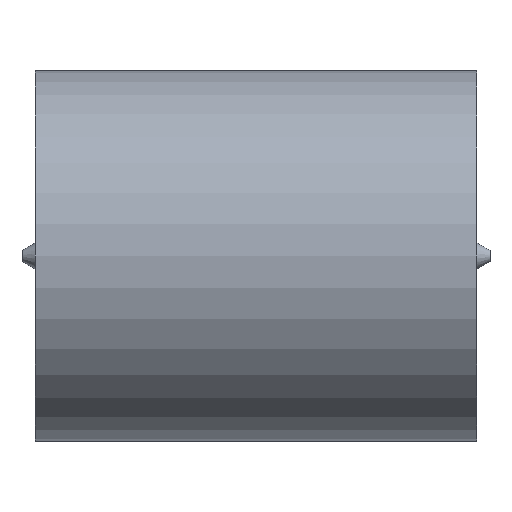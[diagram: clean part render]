
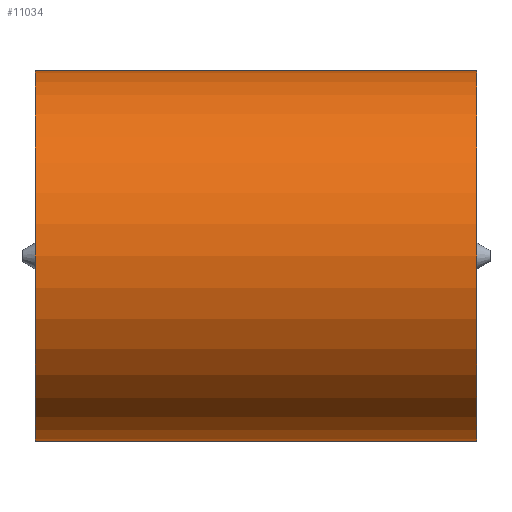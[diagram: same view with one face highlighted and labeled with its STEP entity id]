
A CAD part, left-side view. The second image highlights one B-rep face of the part: STEP entity #11034.
In plain terms, the highlighted cylindrical face has radius 21 mm (diameter 42 mm), a partial arc.
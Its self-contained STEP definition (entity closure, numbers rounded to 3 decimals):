
#130 = ORIENTED_EDGE ( 'NONE', *, *, #6253, .F. ) ;
#535 = ORIENTED_EDGE ( 'NONE', *, *, #1664, .F. ) ;
#1232 = ORIENTED_EDGE ( 'NONE', *, *, #3355, .T. ) ;
#1664 = EDGE_CURVE ( 'NONE', #5605, #11117, #4289, .T. ) ;
#1668 = DIRECTION ( 'NONE',  ( 0., 1., 0. ) ) ;
#1945 = CARTESIAN_POINT ( 'NONE',  ( 0., 25., -21. ) ) ;
#1968 = DIRECTION ( 'NONE',  ( 0., -1., 0. ) ) ;
#2228 = CARTESIAN_POINT ( 'NONE',  ( 0., 25., 0. ) ) ;
#2594 = VECTOR ( 'NONE', #11610, 1000. ) ;
#3200 = CARTESIAN_POINT ( 'NONE',  ( 0., -25., 0. ) ) ;
#3355 = EDGE_CURVE ( 'NONE', #3894, #12634, #11076, .T. ) ;
#3635 = ORIENTED_EDGE ( 'NONE', *, *, #10016, .T. ) ;
#3796 = CIRCLE ( 'NONE', #12743, 21. ) ;
#3894 = VERTEX_POINT ( 'NONE', #1945 ) ;
#4208 = CYLINDRICAL_SURFACE ( 'NONE', #12734, 21. ) ;
#4289 = LINE ( 'NONE', #10516, #2594 ) ;
#4783 = CARTESIAN_POINT ( 'NONE',  ( 0., 25., 21. ) ) ;
#4899 = EDGE_LOOP ( 'NONE', ( #535, #130, #1232, #3635 ) ) ;
#5605 = VERTEX_POINT ( 'NONE', #4783 ) ;
#6253 = EDGE_CURVE ( 'NONE', #3894, #5605, #3796, .T. ) ;
#6543 = CIRCLE ( 'NONE', #10804, 21. ) ;
#6677 = FACE_OUTER_BOUND ( 'NONE', #4899, .T. ) ;
#7067 = VECTOR ( 'NONE', #1968, 1000. ) ;
#7764 = DIRECTION ( 'NONE',  ( 0., 0., 1. ) ) ;
#7831 = CARTESIAN_POINT ( 'NONE',  ( 0., -25., -21. ) ) ;
#9069 = DIRECTION ( 'NONE',  ( 0., 1., 0. ) ) ;
#9156 = DIRECTION ( 'NONE',  ( 0., -1., 0. ) ) ;
#10016 = EDGE_CURVE ( 'NONE', #12634, #11117, #6543, .T. ) ;
#10331 = CARTESIAN_POINT ( 'NONE',  ( 0., -25., 21. ) ) ;
#10516 = CARTESIAN_POINT ( 'NONE',  ( 0., 25., 21. ) ) ;
#10804 = AXIS2_PLACEMENT_3D ( 'NONE', #3200, #9069, #12066 ) ;
#10935 = CARTESIAN_POINT ( 'NONE',  ( 0., 25., -21. ) ) ;
#11034 = ADVANCED_FACE ( 'NONE', ( #6677 ), #4208, .T. ) ;
#11076 = LINE ( 'NONE', #10935, #7067 ) ;
#11117 = VERTEX_POINT ( 'NONE', #10331 ) ;
#11562 = CARTESIAN_POINT ( 'NONE',  ( 0., 25., 0. ) ) ;
#11610 = DIRECTION ( 'NONE',  ( 0., -1., 0. ) ) ;
#12066 = DIRECTION ( 'NONE',  ( 0., 0., 1. ) ) ;
#12112 = DIRECTION ( 'NONE',  ( 0., 0., -1. ) ) ;
#12634 = VERTEX_POINT ( 'NONE', #7831 ) ;
#12734 = AXIS2_PLACEMENT_3D ( 'NONE', #2228, #9156, #12112 ) ;
#12743 = AXIS2_PLACEMENT_3D ( 'NONE', #11562, #1668, #7764 ) ;
